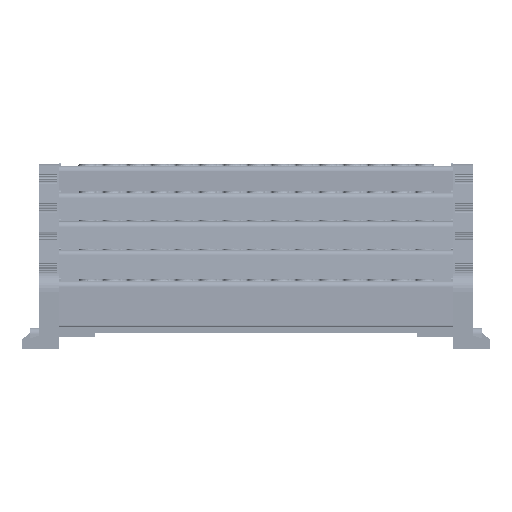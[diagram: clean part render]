
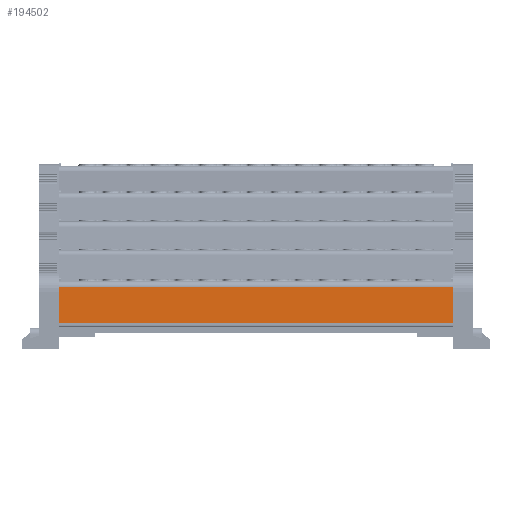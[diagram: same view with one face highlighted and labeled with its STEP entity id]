
A CAD part, top view. The second image highlights one B-rep face of the part: STEP entity #194502.
In plain terms, the highlighted planar face has unit normal (0, 0.018, 1).
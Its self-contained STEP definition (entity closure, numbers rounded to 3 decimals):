
#26097 = VERTEX_POINT ( 'NONE', #111086 ) ;
#32822 = AXIS2_PLACEMENT_3D ( 'NONE', #36991, #36955, #36825 ) ;
#33637 = VERTEX_POINT ( 'NONE', #44018 ) ;
#33705 = VERTEX_POINT ( 'NONE', #44238 ) ;
#36825 = DIRECTION ( 'NONE',  ( 0., -1., 0.017 ) ) ;
#36904 = PLANE ( 'NONE',  #32822 ) ;
#36955 = DIRECTION ( 'NONE',  ( 0., 0.017, 1. ) ) ;
#36991 = CARTESIAN_POINT ( 'NONE',  ( -122.564, 113.513, -275.295 ) ) ;
#37018 = FACE_OUTER_BOUND ( 'NONE', #168620, .T. ) ;
#40202 = VECTOR ( 'NONE', #136666, 1000. ) ;
#40998 = VECTOR ( 'NONE', #132064, 1000. ) ;
#41023 = VECTOR ( 'NONE', #131827, 1000. ) ;
#44018 = CARTESIAN_POINT ( 'NONE',  ( 44.197, 121.873, -275.441 ) ) ;
#44238 = CARTESIAN_POINT ( 'NONE',  ( 44.197, 101.992, -275.094 ) ) ;
#54674 = VERTEX_POINT ( 'NONE', #55604 ) ;
#55604 = CARTESIAN_POINT ( 'NONE',  ( -160.799, 101.992, -275.094 ) ) ;
#60812 = ORIENTED_EDGE ( 'NONE', *, *, #141481, .T. ) ;
#60885 = ORIENTED_EDGE ( 'NONE', *, *, #187230, .T. ) ;
#60990 = ORIENTED_EDGE ( 'NONE', *, *, #141604, .T. ) ;
#61030 = ORIENTED_EDGE ( 'NONE', *, *, #187493, .T. ) ;
#61035 = ORIENTED_EDGE ( 'NONE', *, *, #141507, .T. ) ;
#111086 = CARTESIAN_POINT ( 'NONE',  ( -160.799, 121.873, -275.441 ) ) ;
#112294 = CARTESIAN_POINT ( 'NONE',  ( -122.564, 121.873, -275.441 ) ) ;
#112296 = DIRECTION ( 'NONE',  ( -1., 0., 0. ) ) ;
#112317 = LINE ( 'NONE', #112294, #173596 ) ;
#112721 = LINE ( 'NONE', #112776, #173714 ) ;
#112776 = CARTESIAN_POINT ( 'NONE',  ( -160.799, 121.873, -275.441 ) ) ;
#112786 = DIRECTION ( 'NONE',  ( 0., -1., 0.017 ) ) ;
#125342 = VERTEX_POINT ( 'NONE', #126962 ) ;
#126962 = CARTESIAN_POINT ( 'NONE',  ( -58.14, 101.992, -275.094 ) ) ;
#131665 = CARTESIAN_POINT ( 'NONE',  ( -122.564, 101.992, -275.094 ) ) ;
#131691 = LINE ( 'NONE', #131665, #41023 ) ;
#131827 = DIRECTION ( 'NONE',  ( 1., 0., 0. ) ) ;
#131877 = CARTESIAN_POINT ( 'NONE',  ( -122.564, 101.992, -275.094 ) ) ;
#132064 = DIRECTION ( 'NONE',  ( 1., 0., 0. ) ) ;
#132087 = LINE ( 'NONE', #131877, #40998 ) ;
#136594 = LINE ( 'NONE', #136632, #40202 ) ;
#136632 = CARTESIAN_POINT ( 'NONE',  ( 44.197, 113.513, -275.295 ) ) ;
#136666 = DIRECTION ( 'NONE',  ( 0., 1., -0.017 ) ) ;
#141481 = EDGE_CURVE ( 'NONE', #125342, #33705, #131691, .T. ) ;
#141507 = EDGE_CURVE ( 'NONE', #54674, #125342, #132087, .T. ) ;
#141604 = EDGE_CURVE ( 'NONE', #33705, #33637, #136594, .T. ) ;
#168620 = EDGE_LOOP ( 'NONE', ( #60812, #60990, #60885, #61030, #61035 ) ) ;
#173596 = VECTOR ( 'NONE', #112296, 1000. ) ;
#173714 = VECTOR ( 'NONE', #112786, 1000. ) ;
#187230 = EDGE_CURVE ( 'NONE', #33637, #26097, #112317, .T. ) ;
#187493 = EDGE_CURVE ( 'NONE', #26097, #54674, #112721, .T. ) ;
#194502 = ADVANCED_FACE ( 'NONE', ( #37018 ), #36904, .T. ) ;
